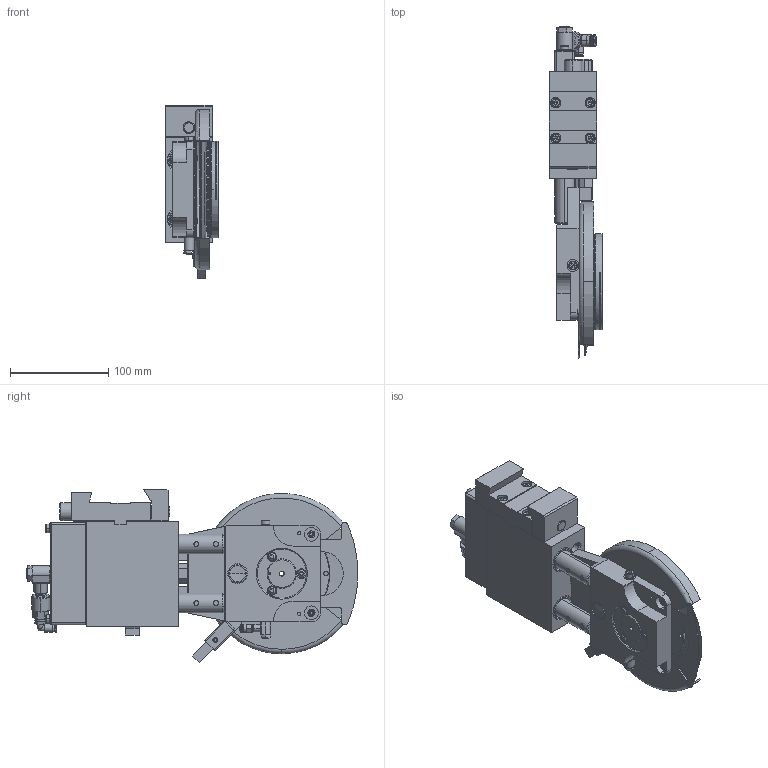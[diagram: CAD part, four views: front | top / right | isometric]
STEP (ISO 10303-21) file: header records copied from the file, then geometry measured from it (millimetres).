
FILE_DESCRIPTION (( 'STEP AP214' ), '1' );
FILE_NAME ('P3158-0001.STEP', '2022-06-23T12:49:30', ( '' ), ( '' ), 'SwSTEP 2.0', 'SolidWorks 2021', '' );
FILE_SCHEMA (( 'AUTOMOTIVE_DESIGN' ));
Length unit declared in the file: inch
Products named in the file (1): P3158-0001
Bounding box: 54.25 x 337.7 x 176.89 mm (x, y, z)
Surface area: 248427.5 mm2 (no closed solid volume)
Topology: 0 solids, 85 shells, 935 faces, 3052 edges, 2158 vertices
Faces by surface type: plane 396, cylinder 286, cone 200, torus 45, sphere 5, bspline 3
Entity records: 47423 total; most frequent: CARTESIAN_POINT 8299, DIRECTION 5850, ORIENTED_EDGE 4967, EDGE_CURVE 3027, VERTEX_POINT 2158, AXIS2_PLACEMENT_3D 2154, LINE 1542, VECTOR 1542
